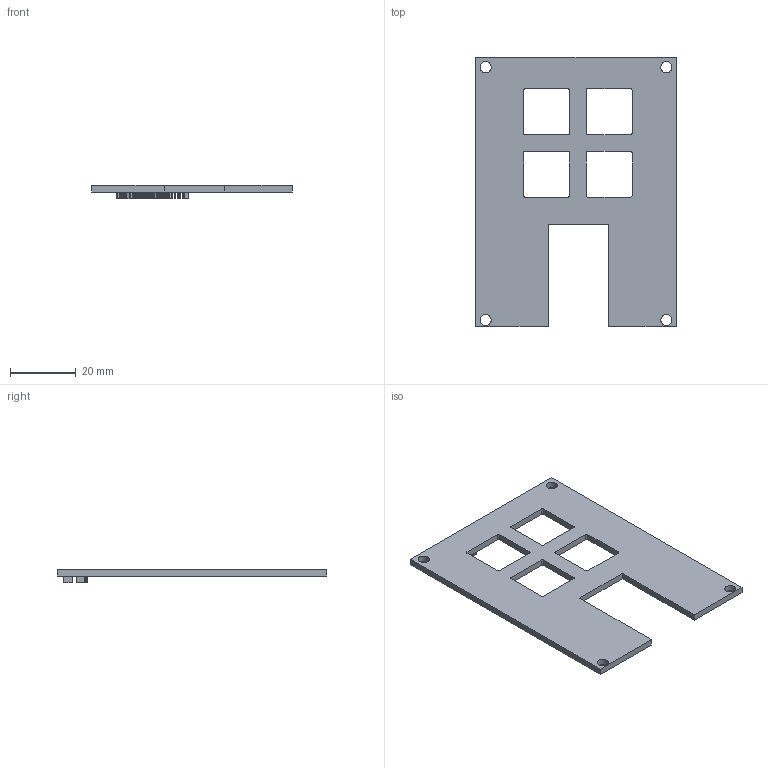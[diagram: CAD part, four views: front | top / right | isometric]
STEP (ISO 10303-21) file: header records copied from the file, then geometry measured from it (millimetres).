
FILE_DESCRIPTION(/* description */ (''),/* implementation_level */ '2;1');
FILE_NAME(/* name */ 'top case.step',/* time_stamp */ '2025-07-31T17:20:50+04:00',/* author */ (''),/* organization */ (''),/* preprocessor_version */ 'ST-DEVELOPER v20.1',/* originating_system */ 'Autodesk Translation Framework v14.10.0.0',/* authorisation */ '');
FILE_SCHEMA (('AUTOMOTIVE_DESIGN { 1 0 10303 214 3 1 1 }'));
Length unit declared in the file: millimetre
Products named in the file (1): 2025-07-31-16-41-22-012
Bounding box: 61 x 82 x 4 mm (x, y, z)
Volume: 7273 mm3; surface area: 8827.9 mm2
Topology: 1 solids, 1 shells, 444 faces, 1236 edges, 824 vertices
Faces by surface type: bspline 267, plane 157, cylinder 20
Full cylindrical faces by diameter (mm): 3.4 x4
Entity records: 16695 total; most frequent: CARTESIAN_POINT 7044, ORIENTED_EDGE 2472, EDGE_CURVE 1236, DIRECTION 1098, VERTEX_POINT 824, LINE 662, VECTOR 662, B_SPLINE_CURVE_WITH_KNOTS 534
